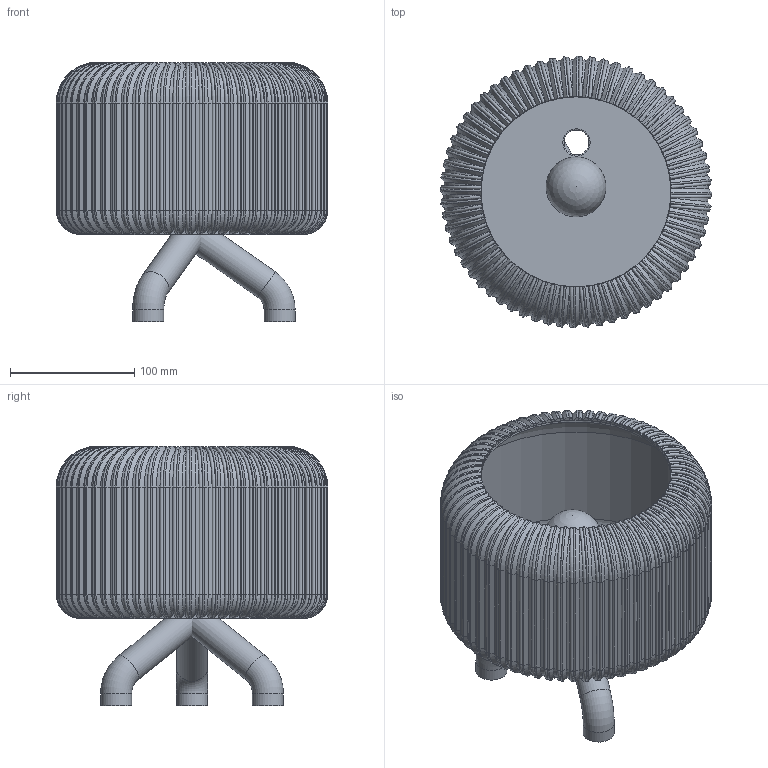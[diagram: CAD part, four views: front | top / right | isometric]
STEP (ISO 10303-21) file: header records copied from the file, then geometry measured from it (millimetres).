
FILE_DESCRIPTION(/* description */ (''),/* implementation_level */ '2;1');
FILE_NAME(/* name */ '2bb7ce11-968a-4209-aed7-bcc84363b013.step',/* time_stamp */ '2025-11-25T20:33:27Z',/* author */ (''),/* organization */ (''),/* preprocessor_version */ 'ST-DEVELOPER v20.1',/* originating_system */ 'Autodesk Translation Framework v14.21.0.0',/* authorisation */ '');
FILE_SCHEMA (('AUTOMOTIVE_DESIGN { 1 0 10303 214 3 1 1 }'));
Length unit declared in the file: millimetre
Products named in the file (6): lamp; 1796N24_Screw-In Medium Base Light Bulb; base; shade; JIS B 1180 - M3x15 C Steel 4.6 Plain; CBHMSN ANSI B18.6.3 - 3-56 Steel Grade 2H Plain
Assembly tree (5 placements, depth 2):
  lamp
    1796N24_Screw-In Medium Base Light Bulb
    base
    shade
    JIS B 1180 - M3x15 C Steel 4.6 Plain
    CBHMSN ANSI B18.6.3 - 3-56 Steel Grade 2H Plain
Bounding box: 218.78 x 218.78 x 209.13 mm (x, y, z)
Volume: 590477.1 mm3; surface area: 365448.3 mm2
Topology: 21 solids, 21 shells, 1308 faces, 2958 edges, 1687 vertices
Faces by surface type: torus 407, plane 391, cone 262, cylinder 229, sphere 10, bspline 9
Full cylindrical faces by diameter (mm): 0.254 x8, 2.032 x4, 2.111 x1, 2.927 x1, 3.175 x1, 3.2 x4, 7.8 x1, 20 x1, 25 x6, 26 x1, 153 x1, 180 x1, 210 x1
Entity records: 41717 total; most frequent: CARTESIAN_POINT 12348, DIRECTION 6412, ORIENTED_EDGE 6022, EDGE_CURVE 3011, AXIS2_PLACEMENT_3D 2638, VERTEX_POINT 1687, CIRCLE 1321, EDGE_LOOP 1320
